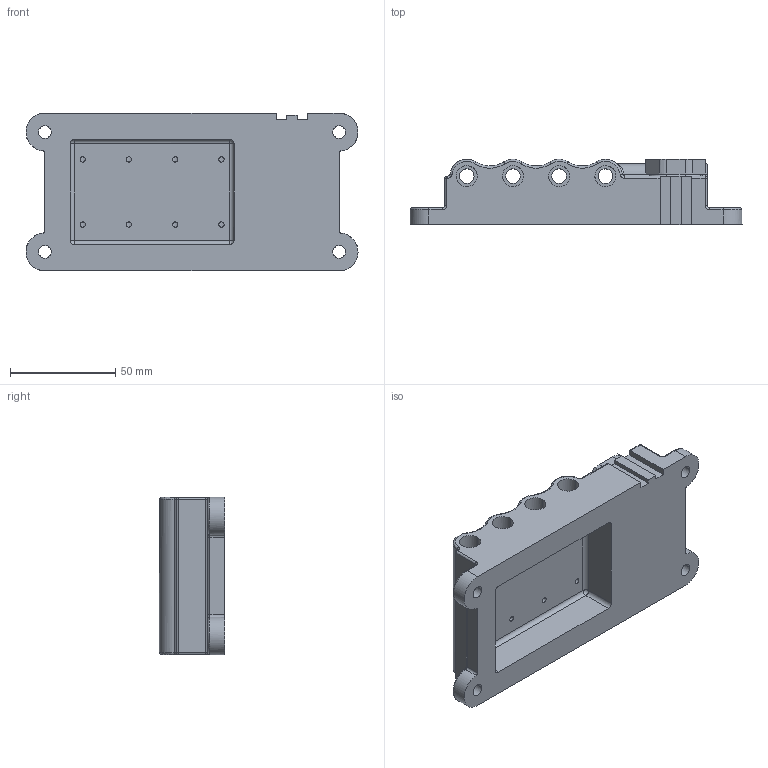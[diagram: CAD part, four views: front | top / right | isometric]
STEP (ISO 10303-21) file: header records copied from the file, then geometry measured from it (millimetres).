
FILE_DESCRIPTION(('FTC-10 geometry with PMI representation and/or presentation','from the NIST MBE PMI Validation and Conformance Testing Project','https://go.usa.gov/mGVm'),'2;1');
FILE_NAME('nist_ftc_10_asme1_ap242-e2.stp','2021-10-18T16:03:21+01:00',(''),(''),'','','');
FILE_SCHEMA(('AP242_MANAGED_MODEL_BASED_3D_ENGINEERING_MIM_LF { 1 0 10303 442 3 1 4 }'));
Length unit declared in the file: millimetre
Products named in the file (1): nist_ftc_10_asme1
Bounding box: 158 x 31 x 75 mm (x, y, z)
Volume: 188318.1 mm3; surface area: 51244.1 mm2
Topology: 1 solids, 13 shells, 282 faces, 984 edges, 744 vertices
Faces by surface type: cylinder 159, plane 57, torus 39, cone 16, sphere 10, bspline 1
Entity records: 21140 total; most frequent: CARTESIAN_POINT 9780, ORIENTED_EDGE 1766, DIRECTION 1738, EDGE_CURVE 957, AXIS2_PLACEMENT_3D 713, VERTEX_POINT 708, B_SPLINE_CURVE_WITH_KNOTS 425, EDGE_LOOP 361
